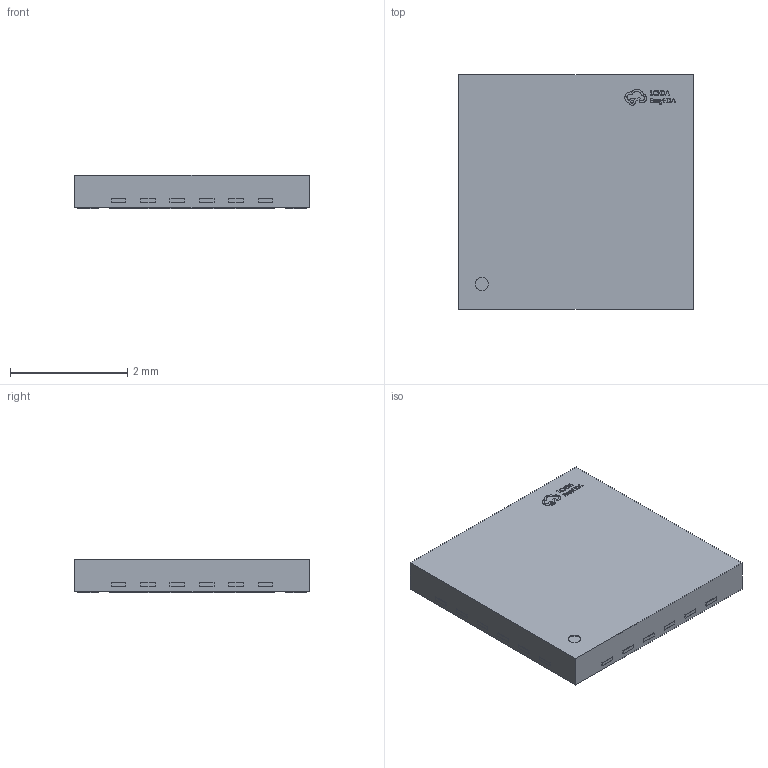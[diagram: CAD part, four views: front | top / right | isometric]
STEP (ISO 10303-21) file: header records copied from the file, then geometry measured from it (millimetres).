
FILE_DESCRIPTION (( 'STEP AP214' ), '1' );
FILE_NAME ('TQFN-24_L4.0-W4.0-P0.50-TL-EP2.8.step', '2022-07-15T03:55:14', ( '' ), ( '' ), 'SwSTEP 2.0', 'SolidWorks 2020', '' );
FILE_SCHEMA (( 'AUTOMOTIVE_DESIGN' ));
Length unit declared in the file: millimetre
Products named in the file (1): TQFN-24_L4.0-W4.0-P0.50-TL-EP2.8
Bounding box: 4.02 x 4.02 x 0.57 mm (x, y, z)
Volume: 9 mm3; surface area: 42.1 mm2
Topology: 14 solids, 14 shells, 593 faces, 1524 edges, 1016 vertices
Faces by surface type: plane 431, bspline 112, cylinder 50
Entity records: 25728 total; most frequent: CARTESIAN_POINT 5238, ORIENTED_EDGE 3048, DIRECTION 2360, EDGE_CURVE 1524, VECTOR 1196, LINE 1196, VERTEX_POINT 1016, EDGE_LOOP 662
